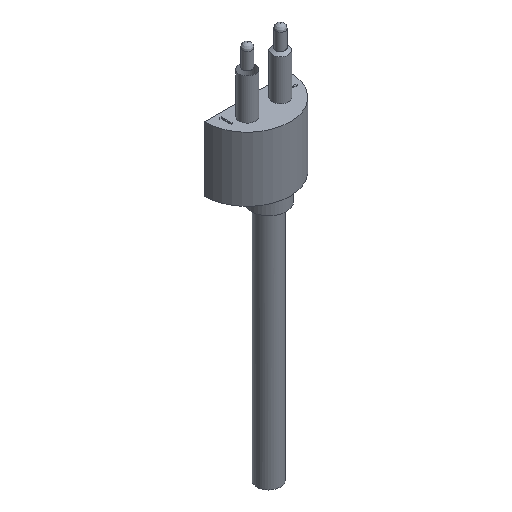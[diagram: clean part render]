
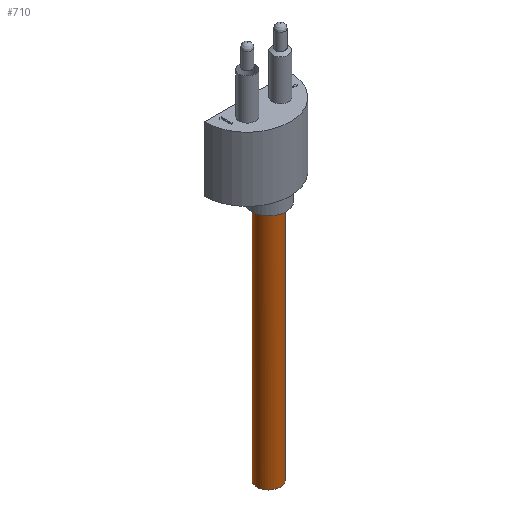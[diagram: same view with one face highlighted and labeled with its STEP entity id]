
A CAD part, isometric view. The second image highlights one B-rep face of the part: STEP entity #710.
In plain terms, the highlighted cylindrical face has radius 3.493 mm (diameter 6.985 mm), a full revolution.
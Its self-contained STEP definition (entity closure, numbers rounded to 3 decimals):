
#74=FACE_OUTER_BOUND('',#115,.T.);
#115=EDGE_LOOP('',(#508,#509,#510,#511,#512,#513));
#160=LINE('',#1121,#215);
#215=VECTOR('',#877,3.493);
#280=CIRCLE('',#782,3.493);
#281=CIRCLE('',#783,3.493);
#282=CIRCLE('',#784,3.493);
#283=CIRCLE('',#785,3.493);
#315=VERTEX_POINT('',#1116);
#316=VERTEX_POINT('',#1117);
#317=VERTEX_POINT('',#1120);
#318=VERTEX_POINT('',#1122);
#392=EDGE_CURVE('',#315,#316,#280,.T.);
#393=EDGE_CURVE('',#316,#315,#281,.T.);
#394=EDGE_CURVE('',#316,#317,#160,.T.);
#395=EDGE_CURVE('',#317,#318,#282,.T.);
#396=EDGE_CURVE('',#318,#317,#283,.T.);
#508=ORIENTED_EDGE('',*,*,#392,.F.);
#509=ORIENTED_EDGE('',*,*,#393,.F.);
#510=ORIENTED_EDGE('',*,*,#394,.T.);
#511=ORIENTED_EDGE('',*,*,#395,.T.);
#512=ORIENTED_EDGE('',*,*,#396,.T.);
#513=ORIENTED_EDGE('',*,*,#394,.F.);
#692=CYLINDRICAL_SURFACE('',#781,3.493);
#710=ADVANCED_FACE('',(#74),#692,.T.);
#781=AXIS2_PLACEMENT_3D('',#1115,#871,#872);
#782=AXIS2_PLACEMENT_3D('',#1118,#873,#874);
#783=AXIS2_PLACEMENT_3D('',#1119,#875,#876);
#784=AXIS2_PLACEMENT_3D('',#1123,#878,#879);
#785=AXIS2_PLACEMENT_3D('',#1124,#880,#881);
#871=DIRECTION('center_axis',(0.,0.,1.));
#872=DIRECTION('ref_axis',(0.227,-0.974,0.));
#873=DIRECTION('center_axis',(0.,0.,1.));
#874=DIRECTION('ref_axis',(0.227,-0.974,0.));
#875=DIRECTION('center_axis',(0.,0.,1.));
#876=DIRECTION('ref_axis',(0.227,-0.974,0.));
#877=DIRECTION('',(0.,0.,-1.));
#878=DIRECTION('center_axis',(0.,0.,1.));
#879=DIRECTION('ref_axis',(0.227,-0.974,0.));
#880=DIRECTION('center_axis',(0.,0.,1.));
#881=DIRECTION('ref_axis',(0.227,-0.974,0.));
#1115=CARTESIAN_POINT('Origin',(0.,-6.35,
-85.725));
#1116=CARTESIAN_POINT('',(0.794,-9.751,-14.859));
#1117=CARTESIAN_POINT('',(-0.794,-2.949,-14.859));
#1118=CARTESIAN_POINT('Origin',(0.,-6.35,
-14.859));
#1119=CARTESIAN_POINT('Origin',(0.,-6.35,
-14.859));
#1120=CARTESIAN_POINT('',(-0.794,-2.949,-85.725));
#1121=CARTESIAN_POINT('',(-0.794,-2.949,-85.725));
#1122=CARTESIAN_POINT('',(0.794,-9.751,-85.725));
#1123=CARTESIAN_POINT('Origin',(0.,-6.35,
-85.725));
#1124=CARTESIAN_POINT('Origin',(0.,-6.35,
-85.725));
